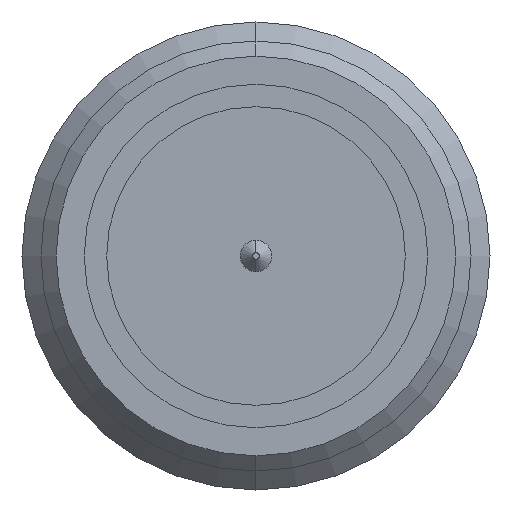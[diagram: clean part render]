
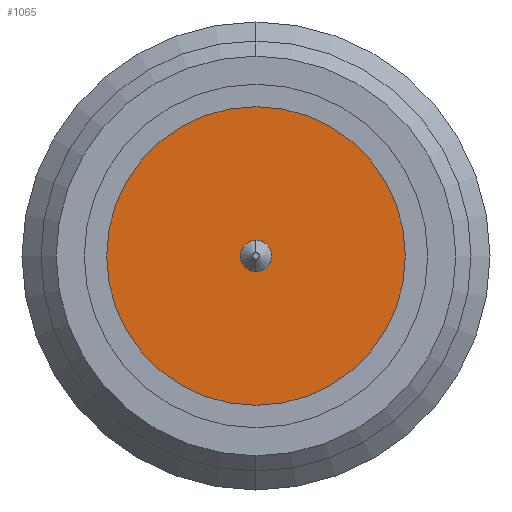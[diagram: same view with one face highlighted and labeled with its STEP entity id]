
A CAD part, left-side view. The second image highlights one B-rep face of the part: STEP entity #1065.
In plain terms, the highlighted planar face has unit normal (-1, 0, 0).
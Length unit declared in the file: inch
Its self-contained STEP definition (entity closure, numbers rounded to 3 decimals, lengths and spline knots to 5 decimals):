
#25 = CARTESIAN_POINT ( 'NONE',  ( 0.121, 0., 0.06064 ) ) ;
#81 = AXIS2_PLACEMENT_3D ( 'NONE', #228, #582, #842 ) ;
#128 = CARTESIAN_POINT ( 'NONE',  ( 0.121, 0., 0. ) ) ;
#138 = CARTESIAN_POINT ( 'NONE',  ( 0.121, 0., 0. ) ) ;
#195 = CARTESIAN_POINT ( 'NONE',  ( 0.121, 0., 0. ) ) ;
#228 = CARTESIAN_POINT ( 'NONE',  ( 0.121, 0.06064, 0. ) ) ;
#265 = DIRECTION ( 'NONE',  ( 0., 0., -1. ) ) ;
#272 = CIRCLE ( 'NONE', #927, 0.06064 ) ;
#291 = AXIS2_PLACEMENT_3D ( 'NONE', #138, #565, #896 ) ;
#294 = ORIENTED_EDGE ( 'NONE', *, *, #400, .F. ) ;
#304 = VERTEX_POINT ( 'NONE', #372 ) ;
#315 = DIRECTION ( 'NONE',  ( 0., 0., -1. ) ) ;
#324 = CARTESIAN_POINT ( 'NONE',  ( 0.121, 0., -0.00639 ) ) ;
#337 = CARTESIAN_POINT ( 'NONE',  ( 0.121, 0., -0.06064 ) ) ;
#372 = CARTESIAN_POINT ( 'NONE',  ( 0.121, 0., 0.00639 ) ) ;
#400 = EDGE_CURVE ( 'NONE', #921, #632, #806, .T. ) ;
#447 = EDGE_CURVE ( 'NONE', #632, #921, #272, .T. ) ;
#504 = FACE_BOUND ( 'NONE', #742, .T. ) ;
#514 = EDGE_LOOP ( 'NONE', ( #767, #294 ) ) ;
#548 = AXIS2_PLACEMENT_3D ( 'NONE', #635, #1034, #705 ) ;
#565 = DIRECTION ( 'NONE',  ( 1., 0., 0. ) ) ;
#577 = DIRECTION ( 'NONE',  ( 1., 0., 0. ) ) ;
#582 = DIRECTION ( 'NONE',  ( -1., 0., 0. ) ) ;
#632 = VERTEX_POINT ( 'NONE', #337 ) ;
#635 = CARTESIAN_POINT ( 'NONE',  ( 0.121, 0., 0. ) ) ;
#644 = EDGE_CURVE ( 'NONE', #304, #1045, #844, .T. ) ;
#659 = EDGE_CURVE ( 'NONE', #1045, #304, #788, .T. ) ;
#672 = FACE_OUTER_BOUND ( 'NONE', #514, .T. ) ;
#705 = DIRECTION ( 'NONE',  ( 0., 0., -1. ) ) ;
#711 = ORIENTED_EDGE ( 'NONE', *, *, #644, .T. ) ;
#742 = EDGE_LOOP ( 'NONE', ( #754, #711 ) ) ;
#754 = ORIENTED_EDGE ( 'NONE', *, *, #659, .T. ) ;
#767 = ORIENTED_EDGE ( 'NONE', *, *, #447, .F. ) ;
#788 = CIRCLE ( 'NONE', #548, 0.00639 ) ;
#806 = CIRCLE ( 'NONE', #291, 0.06064 ) ;
#842 = DIRECTION ( 'NONE',  ( 0., 0., 1. ) ) ;
#844 = CIRCLE ( 'NONE', #1019, 0.00639 ) ;
#896 = DIRECTION ( 'NONE',  ( 0., 0., -1. ) ) ;
#921 = VERTEX_POINT ( 'NONE', #25 ) ;
#927 = AXIS2_PLACEMENT_3D ( 'NONE', #128, #577, #315 ) ;
#950 = DIRECTION ( 'NONE',  ( 1., 0., 0. ) ) ;
#1010 = PLANE ( 'NONE',  #81 ) ;
#1019 = AXIS2_PLACEMENT_3D ( 'NONE', #195, #950, #265 ) ;
#1034 = DIRECTION ( 'NONE',  ( 1., 0., 0. ) ) ;
#1045 = VERTEX_POINT ( 'NONE', #324 ) ;
#1065 = ADVANCED_FACE ( 'NONE', ( #504, #672 ), #1010, .T. ) ;
